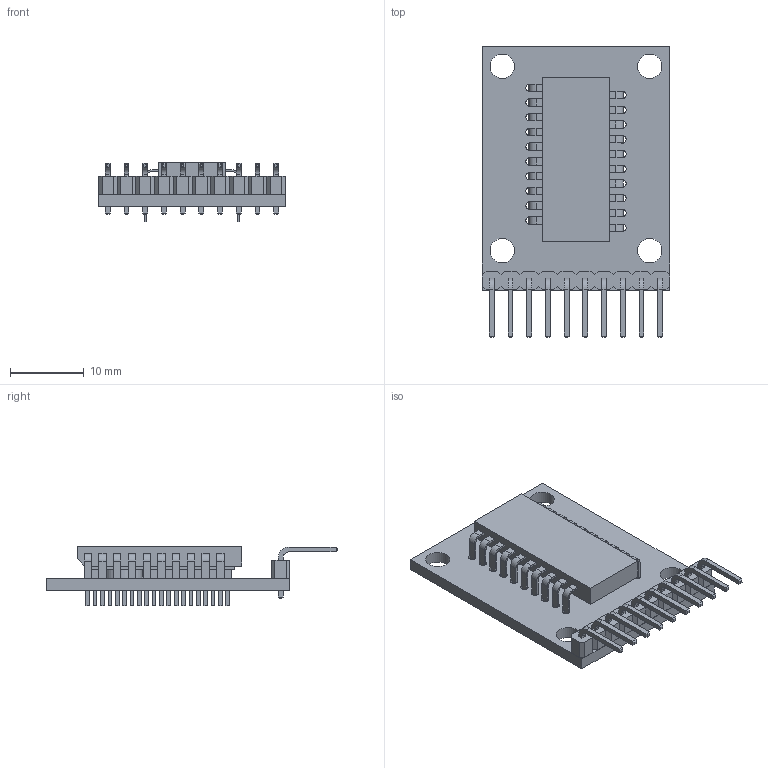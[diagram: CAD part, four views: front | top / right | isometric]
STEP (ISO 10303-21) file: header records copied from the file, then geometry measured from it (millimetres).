
FILE_DESCRIPTION(/* description */ (''),/* implementation_level */ '2;1');
FILE_NAME(/* name */ 'ADNS3080_dev_board.step',/* time_stamp */ '2024-08-06T15:39:46-04:00',/* author */ (''),/* organization */ (''),/* preprocessor_version */ 'ST-DEVELOPER v20',/* originating_system */ 'Autodesk Translation Framework v13.14.0.145',/* authorisation */ '');
FILE_SCHEMA (('AUTOMOTIVE_DESIGN { 1 0 10303 214 3 1 1 }'));
Length unit declared in the file: millimetre
Products named in the file (8): Mouse Sensor PCB; pcb; ADNS3080; image sensor; pins; sensor body; bottom_cover; pins_1
Assembly tree (7 placements, depth 3):
  Mouse Sensor PCB
    pcb
    ADNS3080
      image sensor
      pins
      sensor body
      bottom_cover
    pins_1
Bounding box: 25.4 x 39.41 x 8.04 mm (x, y, z)
Volume: 1981.3 mm3; surface area: 4040 mm2
Topology: 35 solids, 35 shells, 633 faces, 1603 edges, 1041 vertices
Faces by surface type: plane 535, cylinder 97, cone 1
Full cylindrical faces by diameter (mm): 1 x30, 1.05 x1, 3.3 x4, 5.6 x1, 6.35 x1
Entity records: 19134 total; most frequent: CARTESIAN_POINT 3293, ORIENTED_EDGE 3206, DIRECTION 3096, EDGE_CURVE 1603, LINE 1408, VECTOR 1408, VERTEX_POINT 1041, AXIS2_PLACEMENT_3D 844
